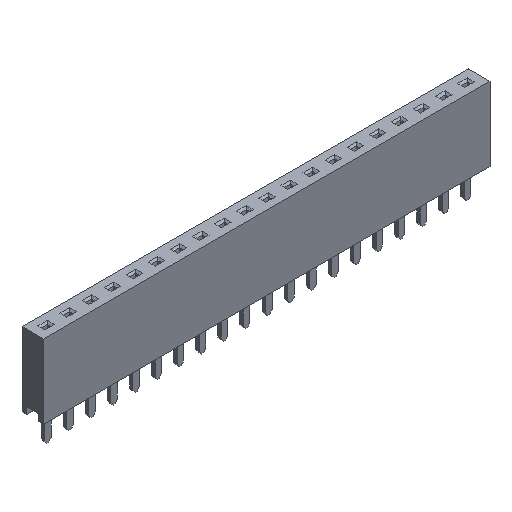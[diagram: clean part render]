
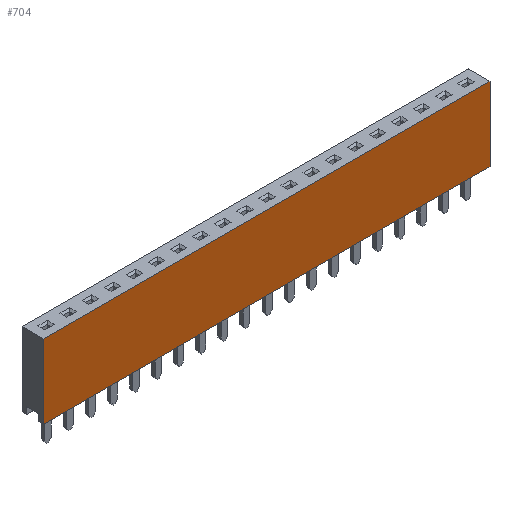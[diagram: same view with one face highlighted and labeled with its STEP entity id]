
A CAD part, isometric view. The second image highlights one B-rep face of the part: STEP entity #704.
In plain terms, the highlighted planar face has unit normal (0, -1, 0).
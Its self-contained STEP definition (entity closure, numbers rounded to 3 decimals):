
#704 = ADVANCED_FACE( '', ( #1443 ), #1444, .T. );
#1443 = FACE_OUTER_BOUND( '', #2322, .T. );
#1444 = PLANE( '', #2323 );
#2322 = EDGE_LOOP( '', ( #3785, #3786, #3787, #3788 ) );
#2323 = AXIS2_PLACEMENT_3D( '', #3789, #3790, #3791 );
#3785 = ORIENTED_EDGE( '', *, *, #5998, .T. );
#3786 = ORIENTED_EDGE( '', *, *, #5999, .T. );
#3787 = ORIENTED_EDGE( '', *, *, #5837, .T. );
#3788 = ORIENTED_EDGE( '', *, *, #5882, .T. );
#3789 = CARTESIAN_POINT( '', ( 0., -1.25, 0. ) );
#3790 = DIRECTION( '', ( 0., -1., 0. ) );
#3791 = DIRECTION( '', ( 0., 0., -1. ) );
#5837 = EDGE_CURVE( '', #7103, #7101, #7104, .T. );
#5882 = EDGE_CURVE( '', #7101, #7174, #7176, .T. );
#5998 = EDGE_CURVE( '', #7174, #7360, #7361, .T. );
#5999 = EDGE_CURVE( '', #7360, #7103, #7362, .T. );
#7101 = VERTEX_POINT( '', #8877 );
#7103 = VERTEX_POINT( '', #8880 );
#7104 = LINE( '', #8881, #8882 );
#7174 = VERTEX_POINT( '', #8987 );
#7176 = LINE( '', #8990, #8991 );
#7360 = VERTEX_POINT( '', #9266 );
#7361 = LINE( '', #9267, #9268 );
#7362 = LINE( '', #9269, #9270 );
#8877 = CARTESIAN_POINT( '', ( 25.65, -1.25, -4.25 ) );
#8880 = CARTESIAN_POINT( '', ( -25.65, -1.25, -4.25 ) );
#8881 = CARTESIAN_POINT( '', ( -25.65, -1.25, -4.25 ) );
#8882 = VECTOR( '', #10469, 1000. );
#8987 = CARTESIAN_POINT( '', ( 25.65, -1.25, 4.25 ) );
#8990 = CARTESIAN_POINT( '', ( 25.65, -1.25, -4.25 ) );
#8991 = VECTOR( '', #10506, 1000. );
#9266 = CARTESIAN_POINT( '', ( -25.65, -1.25, 4.25 ) );
#9267 = CARTESIAN_POINT( '', ( 25.65, -1.25, 4.25 ) );
#9268 = VECTOR( '', #10598, 1000. );
#9269 = CARTESIAN_POINT( '', ( -25.65, -1.25, 4.25 ) );
#9270 = VECTOR( '', #10599, 1000. );
#10469 = DIRECTION( '', ( 1., 0., 0. ) );
#10506 = DIRECTION( '', ( 0., 0., 1. ) );
#10598 = DIRECTION( '', ( -1., 0., 0. ) );
#10599 = DIRECTION( '', ( 0., 0., -1. ) );
